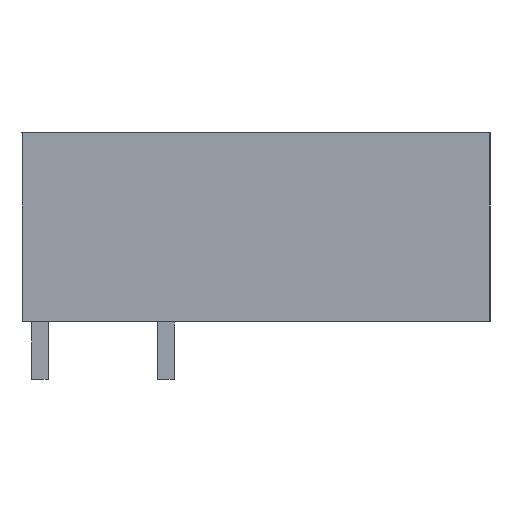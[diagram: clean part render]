
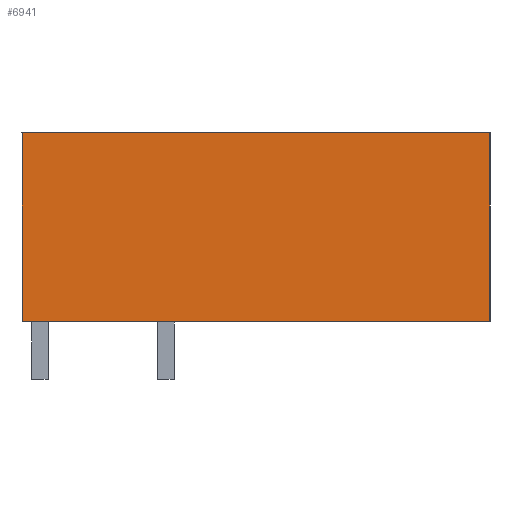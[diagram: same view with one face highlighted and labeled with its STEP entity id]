
A CAD part, left-side view. The second image highlights one B-rep face of the part: STEP entity #6941.
In plain terms, the highlighted planar face has unit normal (-1, 0, 0).
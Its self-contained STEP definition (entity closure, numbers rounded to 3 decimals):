
#6933=AXIS2_PLACEMENT_3D('Plane Axis2P3D',#6930,#6931,#6932) ;
#269=CARTESIAN_POINT('Vertex',(0.,28.3,14.9)) ;
#272=CARTESIAN_POINT('Line Origine',(0.,14.15,14.9)) ;
#276=CARTESIAN_POINT('Vertex',(0.,0.,14.9)) ;
#499=CARTESIAN_POINT('Line Origine',(0.,0.,9.2)) ;
#503=CARTESIAN_POINT('Vertex',(0.,0.,3.5)) ;
#1242=CARTESIAN_POINT('Line Origine',(0.,14.15,3.5)) ;
#1246=CARTESIAN_POINT('Vertex',(0.,28.3,3.5)) ;
#6888=CARTESIAN_POINT('Line Origine',(0.,28.3,9.2)) ;
#6930=CARTESIAN_POINT('Axis2P3D Location',(0.,15.8,14.8)) ;
#273=DIRECTION('Vector Direction',(0.,1.,0.)) ;
#500=DIRECTION('Vector Direction',(0.,0.,1.)) ;
#1243=DIRECTION('Vector Direction',(0.,-1.,0.)) ;
#6889=DIRECTION('Vector Direction',(0.,0.,-1.)) ;
#6931=DIRECTION('Axis2P3D Direction',(-1.,0.,0.)) ;
#6932=DIRECTION('Axis2P3D XDirection',(0.,0.,-1.)) ;
#274=VECTOR('Line Direction',#273,1.) ;
#501=VECTOR('Line Direction',#500,1.) ;
#1244=VECTOR('Line Direction',#1243,1.) ;
#6890=VECTOR('Line Direction',#6889,1.) ;
#6936=ORIENTED_EDGE('',*,*,#505,.T.) ;
#6937=ORIENTED_EDGE('',*,*,#278,.T.) ;
#6938=ORIENTED_EDGE('',*,*,#6892,.T.) ;
#6939=ORIENTED_EDGE('',*,*,#1248,.T.) ;
#6941=ADVANCED_FACE('HOUSING',(#6940),#6934,.T.) ;
#278=EDGE_CURVE('',#277,#270,#275,.T.) ;
#505=EDGE_CURVE('',#504,#277,#502,.T.) ;
#1248=EDGE_CURVE('',#1247,#504,#1245,.T.) ;
#6892=EDGE_CURVE('',#270,#1247,#6891,.T.) ;
#6935=EDGE_LOOP('',(#6936,#6937,#6938,#6939)) ;
#6940=FACE_OUTER_BOUND('',#6935,.T.) ;
#275=LINE('Line',#272,#274) ;
#502=LINE('Line',#499,#501) ;
#1245=LINE('Line',#1242,#1244) ;
#6891=LINE('Line',#6888,#6890) ;
#6934=PLANE('',#6933) ;
#270=VERTEX_POINT('',#269) ;
#277=VERTEX_POINT('',#276) ;
#504=VERTEX_POINT('',#503) ;
#1247=VERTEX_POINT('',#1246) ;
